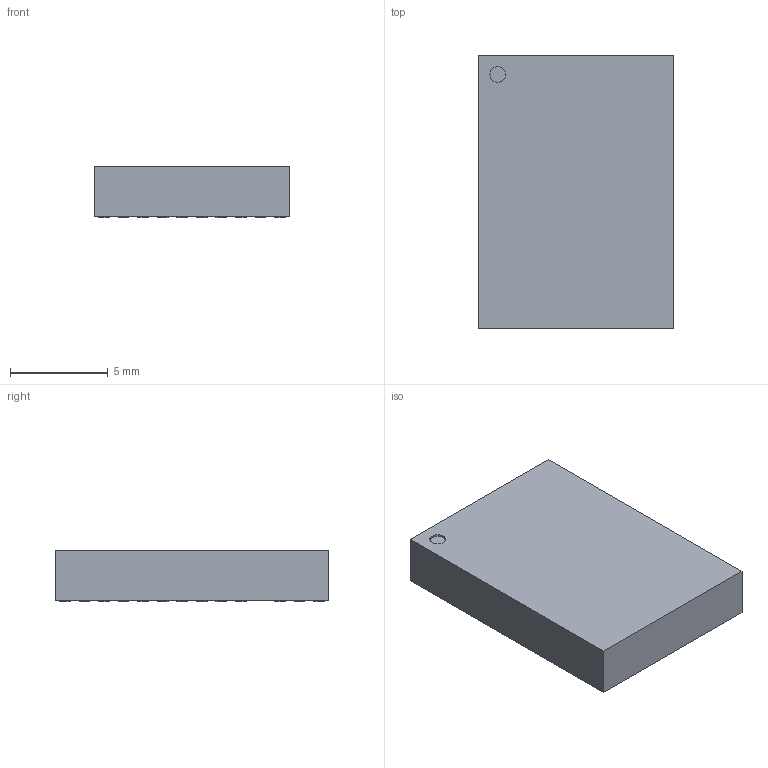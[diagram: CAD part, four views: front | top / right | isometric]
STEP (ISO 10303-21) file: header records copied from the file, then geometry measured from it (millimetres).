
FILE_DESCRIPTION(/* description */ (''),/* implementation_level */ '2;1');
FILE_NAME(/* name */ 'LGA123S100P10X14_1000X1400X263R.stp',/* time_stamp */ '2016-12-08T13:48:26+01:00',/* author */ ('jchouvet'),/* organization */ (''),/* preprocessor_version */ 'ST-DEVELOPER v16.1',/* originating_system */ 'AutoCAD Mechanical',/* authorisation */ '');
FILE_SCHEMA (('AUTOMOTIVE_DESIGN { 1 0 10303 214 3 1 1 }'));
Length unit declared in the file: millimetre
Products named in the file (1): Product
Bounding box: 10 x 14 x 2.63 mm (x, y, z)
Volume: 364 mm3; surface area: 489.8 mm2
Topology: 124 solids, 124 shells, 746 faces, 1491 edges, 994 vertices
Faces by surface type: plane 745, cylinder 1
Full cylindrical faces by diameter (mm): 0.8 x1
Entity records: 18808 total; most frequent: CARTESIAN_POINT 3231, DIRECTION 2986, ORIENTED_EDGE 2980, EDGE_CURVE 1490, LINE 1488, VECTOR 1488, VERTEX_POINT 994, AXIS2_PLACEMENT_3D 749
